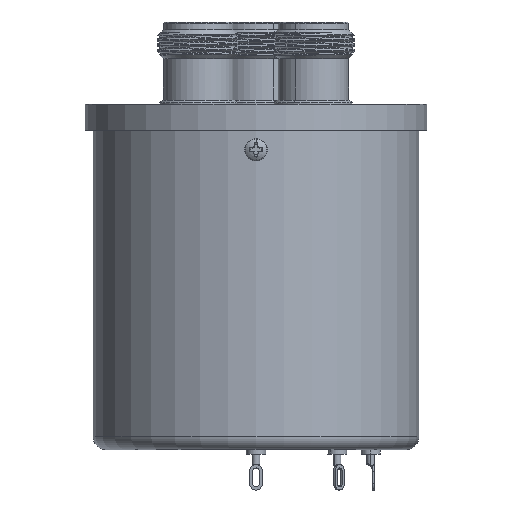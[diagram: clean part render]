
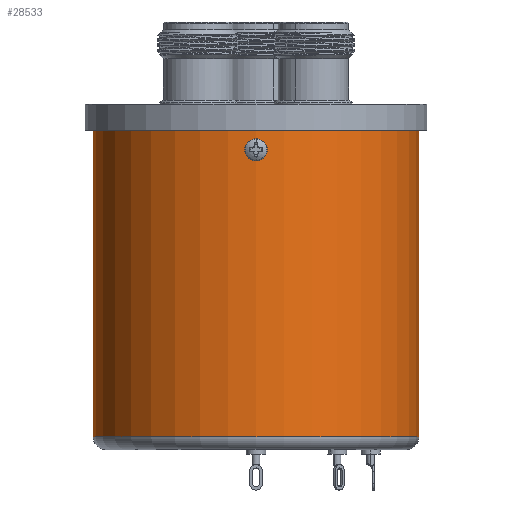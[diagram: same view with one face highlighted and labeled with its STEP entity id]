
A CAD part, front view. The second image highlights one B-rep face of the part: STEP entity #28533.
In plain terms, the highlighted cylindrical face has radius 31.75 mm (diameter 63.5 mm), a partial arc.
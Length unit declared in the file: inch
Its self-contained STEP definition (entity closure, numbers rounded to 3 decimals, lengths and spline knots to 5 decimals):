
#4513 = EDGE_LOOP ( 'NONE', ( #8940, #21624, #6547, #21099 ) ) ;
#5980 = CARTESIAN_POINT ( 'NONE',  ( 0., 0., -2.55 ) ) ;
#6547 = ORIENTED_EDGE ( 'NONE', *, *, #10633, .T. ) ;
#8940 = ORIENTED_EDGE ( 'NONE', *, *, #37540, .F. ) ;
#10633 = EDGE_CURVE ( 'NONE', #32662, #36694, #23344, .T. ) ;
#10851 = CARTESIAN_POINT ( 'NONE',  ( 1.25, 0., -0.2 ) ) ;
#11065 = VERTEX_POINT ( 'NONE', #19292 ) ;
#11069 = CYLINDRICAL_SURFACE ( 'NONE', #38452, 1.25 ) ;
#11764 = EDGE_CURVE ( 'NONE', #36694, #18320, #29443, .T. ) ;
#12224 = EDGE_CURVE ( 'NONE', #11065, #32662, #32384, .T. ) ;
#12428 = CARTESIAN_POINT ( 'NONE',  ( 0., 0., -0.2 ) ) ;
#12925 = AXIS2_PLACEMENT_3D ( 'NONE', #5980, #30018, #23370 ) ;
#13099 = VECTOR ( 'NONE', #40870, 39.37008 ) ;
#18176 = CARTESIAN_POINT ( 'NONE',  ( -1.25, 0., -2.65 ) ) ;
#18282 = CARTESIAN_POINT ( 'NONE',  ( 1.25, 0., -2.55 ) ) ;
#18320 = VERTEX_POINT ( 'NONE', #28176 ) ;
#19292 = CARTESIAN_POINT ( 'NONE',  ( -1.25, 0., -2.55 ) ) ;
#19519 = DIRECTION ( 'NONE',  ( 0., 0., -1. ) ) ;
#19663 = DIRECTION ( 'NONE',  ( 1., 0., 0. ) ) ;
#21099 = ORIENTED_EDGE ( 'NONE', *, *, #11764, .T. ) ;
#21624 = ORIENTED_EDGE ( 'NONE', *, *, #12224, .T. ) ;
#21790 = DIRECTION ( 'NONE',  ( 0., 0., 1. ) ) ;
#23287 = AXIS2_PLACEMENT_3D ( 'NONE', #12428, #19519, #19663 ) ;
#23344 = LINE ( 'NONE', #41024, #13099 ) ;
#23370 = DIRECTION ( 'NONE',  ( 1., 0., 0. ) ) ;
#23833 = DIRECTION ( 'NONE',  ( 0., 0., 1. ) ) ;
#27010 = CARTESIAN_POINT ( 'NONE',  ( 0., 0., -2.65 ) ) ;
#28176 = CARTESIAN_POINT ( 'NONE',  ( -1.25, 0., -0.2 ) ) ;
#28533 = ADVANCED_FACE ( 'NONE', ( #39565 ), #11069, .T. ) ;
#29443 = CIRCLE ( 'NONE', #23287, 1.25 ) ;
#30018 = DIRECTION ( 'NONE',  ( 0., 0., 1. ) ) ;
#32384 = CIRCLE ( 'NONE', #12925, 1.25 ) ;
#32662 = VERTEX_POINT ( 'NONE', #18282 ) ;
#33962 = DIRECTION ( 'NONE',  ( 1., 0., 0. ) ) ;
#35856 = VECTOR ( 'NONE', #21790, 39.37008 ) ;
#36694 = VERTEX_POINT ( 'NONE', #10851 ) ;
#37540 = EDGE_CURVE ( 'NONE', #11065, #18320, #40666, .T. ) ;
#38452 = AXIS2_PLACEMENT_3D ( 'NONE', #27010, #23833, #33962 ) ;
#39565 = FACE_OUTER_BOUND ( 'NONE', #4513, .T. ) ;
#40666 = LINE ( 'NONE', #18176, #35856 ) ;
#40870 = DIRECTION ( 'NONE',  ( 0., 0., 1. ) ) ;
#41024 = CARTESIAN_POINT ( 'NONE',  ( 1.25, 0., -2.65 ) ) ;
